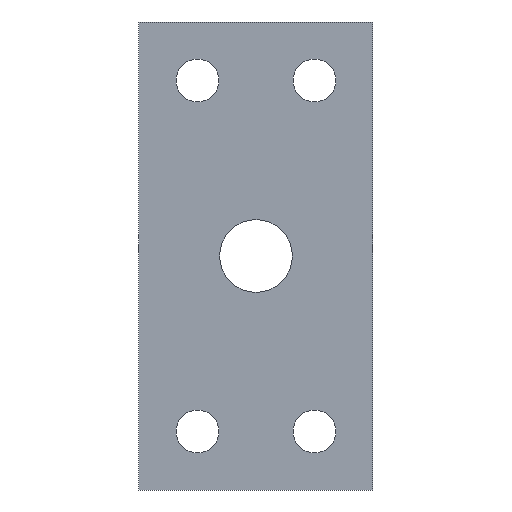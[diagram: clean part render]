
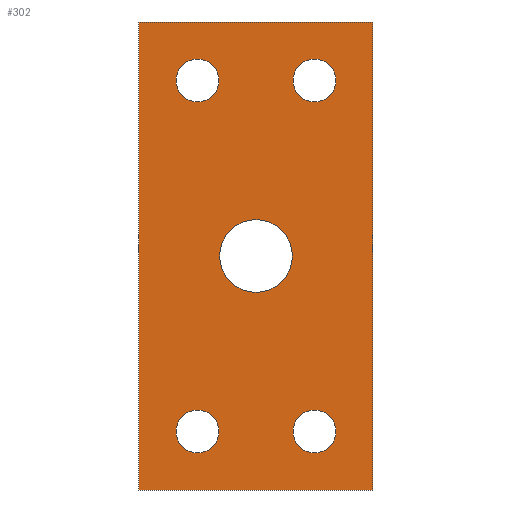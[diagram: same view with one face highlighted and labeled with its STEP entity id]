
A CAD part, front view. The second image highlights one B-rep face of the part: STEP entity #302.
In plain terms, the highlighted planar face has unit normal (0, -1, 0).
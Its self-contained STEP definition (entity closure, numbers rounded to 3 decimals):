
#23=FACE_BOUND('',#119,.T.);
#24=FACE_BOUND('',#120,.T.);
#25=FACE_BOUND('',#121,.T.);
#26=FACE_BOUND('',#122,.T.);
#27=FACE_BOUND('',#123,.T.);
#34=PLANE('',#357);
#48=LINE('',#519,#68);
#50=LINE('',#523,#70);
#52=LINE('',#527,#72);
#54=LINE('',#530,#74);
#68=VECTOR('',#435,10.);
#70=VECTOR('',#439,10.);
#72=VECTOR('',#443,10.);
#74=VECTOR('',#447,10.);
#96=FACE_OUTER_BOUND('',#118,.T.);
#118=EDGE_LOOP('',(#277,#278,#279,#280));
#119=EDGE_LOOP('',(#281));
#120=EDGE_LOOP('',(#282));
#121=EDGE_LOOP('',(#283));
#122=EDGE_LOOP('',(#284));
#123=EDGE_LOOP('',(#285));
#138=CIRCLE('',#344,9.316);
#139=CIRCLE('',#346,5.5);
#140=CIRCLE('',#348,5.5);
#141=CIRCLE('',#350,5.5);
#142=CIRCLE('',#352,5.5);
#160=VERTEX_POINT('',#496);
#161=VERTEX_POINT('',#500);
#162=VERTEX_POINT('',#504);
#163=VERTEX_POINT('',#508);
#164=VERTEX_POINT('',#512);
#165=VERTEX_POINT('',#516);
#166=VERTEX_POINT('',#518);
#167=VERTEX_POINT('',#522);
#168=VERTEX_POINT('',#526);
#191=EDGE_CURVE('',#160,#160,#138,.T.);
#193=EDGE_CURVE('',#161,#161,#139,.T.);
#195=EDGE_CURVE('',#162,#162,#140,.T.);
#197=EDGE_CURVE('',#163,#163,#141,.T.);
#199=EDGE_CURVE('',#164,#164,#142,.T.);
#201=EDGE_CURVE('',#166,#165,#48,.T.);
#203=EDGE_CURVE('',#167,#166,#50,.T.);
#205=EDGE_CURVE('',#168,#167,#52,.T.);
#207=EDGE_CURVE('',#165,#168,#54,.T.);
#277=ORIENTED_EDGE('',*,*,#207,.T.);
#278=ORIENTED_EDGE('',*,*,#205,.T.);
#279=ORIENTED_EDGE('',*,*,#203,.T.);
#280=ORIENTED_EDGE('',*,*,#201,.T.);
#281=ORIENTED_EDGE('',*,*,#191,.T.);
#282=ORIENTED_EDGE('',*,*,#193,.T.);
#283=ORIENTED_EDGE('',*,*,#195,.T.);
#284=ORIENTED_EDGE('',*,*,#197,.T.);
#285=ORIENTED_EDGE('',*,*,#199,.T.);
#302=ADVANCED_FACE('',(#96,#23,#24,#25,#26,#27),#34,.T.);
#344=AXIS2_PLACEMENT_3D('',#498,#410,#411);
#346=AXIS2_PLACEMENT_3D('',#502,#415,#416);
#348=AXIS2_PLACEMENT_3D('',#506,#420,#421);
#350=AXIS2_PLACEMENT_3D('',#510,#425,#426);
#352=AXIS2_PLACEMENT_3D('',#514,#430,#431);
#357=AXIS2_PLACEMENT_3D('',#531,#448,#449);
#410=DIRECTION('center_axis',(0.,1.,0.));
#411=DIRECTION('ref_axis',(1.,0.,0.));
#415=DIRECTION('center_axis',(0.,1.,0.));
#416=DIRECTION('ref_axis',(1.,0.,0.));
#420=DIRECTION('center_axis',(0.,1.,0.));
#421=DIRECTION('ref_axis',(1.,0.,0.));
#425=DIRECTION('center_axis',(0.,1.,0.));
#426=DIRECTION('ref_axis',(1.,0.,0.));
#430=DIRECTION('center_axis',(0.,1.,0.));
#431=DIRECTION('ref_axis',(1.,0.,0.));
#435=DIRECTION('',(-1.,0.,0.));
#439=DIRECTION('',(0.,0.,1.));
#443=DIRECTION('',(1.,0.,0.));
#447=DIRECTION('',(0.,0.,-1.));
#448=DIRECTION('center_axis',(0.,-1.,0.));
#449=DIRECTION('ref_axis',(0.,0.,-1.));
#496=CARTESIAN_POINT('',(-9.316,-5.,0.));
#498=CARTESIAN_POINT('Origin',(0.,-5.,0.));
#500=CARTESIAN_POINT('',(-20.5,-5.,-45.));
#502=CARTESIAN_POINT('Origin',(-15.,-5.,-45.));
#504=CARTESIAN_POINT('',(9.5,-5.,45.));
#506=CARTESIAN_POINT('Origin',(15.,-5.,45.));
#508=CARTESIAN_POINT('',(9.5,-5.,-45.));
#510=CARTESIAN_POINT('Origin',(15.,-5.,-45.));
#512=CARTESIAN_POINT('',(-20.5,-5.,45.));
#514=CARTESIAN_POINT('Origin',(-15.,-5.,45.));
#516=CARTESIAN_POINT('',(-30.,-5.,60.));
#518=CARTESIAN_POINT('',(30.,-5.,60.));
#519=CARTESIAN_POINT('',(-30.,-5.,60.));
#522=CARTESIAN_POINT('',(30.,-5.,-60.));
#523=CARTESIAN_POINT('',(30.,-5.,60.));
#526=CARTESIAN_POINT('',(-30.,-5.,-60.));
#527=CARTESIAN_POINT('',(30.,-5.,-60.));
#530=CARTESIAN_POINT('',(-30.,-5.,-60.));
#531=CARTESIAN_POINT('Origin',(0.,-5.,0.));
